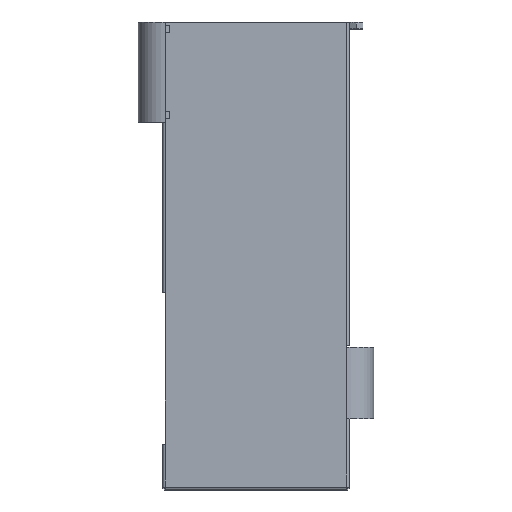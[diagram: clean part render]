
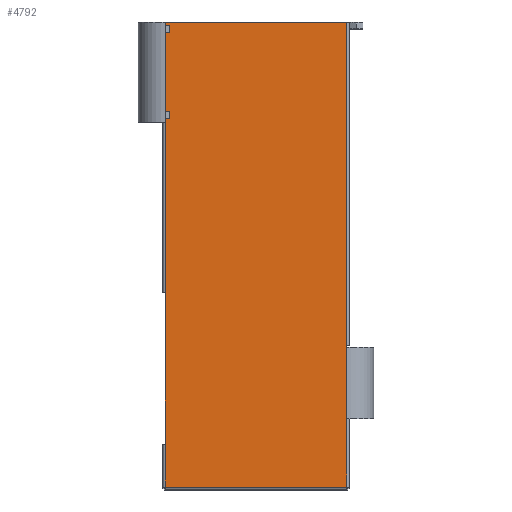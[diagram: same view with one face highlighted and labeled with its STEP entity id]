
A CAD part, left-side view. The second image highlights one B-rep face of the part: STEP entity #4792.
In plain terms, the highlighted planar face has unit normal (-1, 0, 0).
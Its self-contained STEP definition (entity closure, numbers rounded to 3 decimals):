
#450=FACE_OUTER_BOUND($,#733,.T.);
#733=EDGE_LOOP($,(#3630,#3631,#3632,#3633,#3634,#3635,#3636,#3637,#3638));
#1168=LINE($,#6809,#1656);
#1178=LINE($,#6833,#1666);
#1179=LINE($,#6835,#1667);
#1185=LINE($,#6853,#1673);
#1188=LINE($,#6860,#1676);
#1199=LINE($,#6886,#1687);
#1202=LINE($,#6894,#1690);
#1207=LINE($,#6905,#1695);
#1213=LINE($,#6923,#1701);
#1656=VECTOR($,#5708,100.);
#1666=VECTOR($,#5734,452.5);
#1667=VECTOR($,#5737,97.5);
#1673=VECTOR($,#5751,140.);
#1676=VECTOR($,#5758,238.);
#1687=VECTOR($,#5783,212.);
#1690=VECTOR($,#5794,60.);
#1695=VECTOR($,#5811,253.);
#1701=VECTOR($,#5841,253.);
#2058=VERTEX_POINT($,#6692);
#2092=VERTEX_POINT($,#6791);
#2098=VERTEX_POINT($,#6804);
#2104=VERTEX_POINT($,#6831);
#2105=VERTEX_POINT($,#6837);
#2112=VERTEX_POINT($,#6852);
#2114=VERTEX_POINT($,#6858);
#2118=VERTEX_POINT($,#6874);
#2123=VERTEX_POINT($,#6892);
#2621=EDGE_CURVE($,#2098,#2092,#1168,.T.);
#2633=EDGE_CURVE($,#2104,#2098,#1178,.T.);
#2634=EDGE_CURVE($,#2092,#2058,#1179,.T.);
#2642=EDGE_CURVE($,#2112,#2105,#1185,.T.);
#2646=EDGE_CURVE($,#2105,#2114,#1188,.T.);
#2659=EDGE_CURVE($,#2114,#2118,#1199,.T.);
#2664=EDGE_CURVE($,#2118,#2123,#1202,.T.);
#2671=EDGE_CURVE($,#2123,#2058,#1207,.T.);
#2679=EDGE_CURVE($,#2112,#2104,#1213,.T.);
#3630=ORIENTED_EDGE($,*,*,#2671,.T.);
#3631=ORIENTED_EDGE($,*,*,#2634,.F.);
#3632=ORIENTED_EDGE($,*,*,#2621,.F.);
#3633=ORIENTED_EDGE($,*,*,#2633,.F.);
#3634=ORIENTED_EDGE($,*,*,#2679,.F.);
#3635=ORIENTED_EDGE($,*,*,#2642,.T.);
#3636=ORIENTED_EDGE($,*,*,#2646,.T.);
#3637=ORIENTED_EDGE($,*,*,#2659,.T.);
#3638=ORIENTED_EDGE($,*,*,#2664,.T.);
#4584=PLANE($,#5145);
#4792=ADVANCED_FACE($,(#450),#4584,.T.);
#5145=AXIS2_PLACEMENT_3D($,#6924,#5842,#5843);
#5708=DIRECTION($,(0.,0.,-1.));
#5734=DIRECTION($,(0.,0.,-1.));
#5737=DIRECTION($,(0.,0.,-1.));
#5751=DIRECTION($,(0.,0.,-1.));
#5758=DIRECTION($,(0.,0.,-1.));
#5783=DIRECTION($,(0.,0.,-1.));
#5794=DIRECTION($,(0.,0.,-1.));
#5811=DIRECTION($,(0.,-1.,0.));
#5841=DIRECTION($,(0.,-1.,0.));
#5842=DIRECTION('center_axis',(-1.,0.,0.));
#5843=DIRECTION('ref_axis',(0.,0.,1.));
#6692=CARTESIAN_POINT('',(-53.32,-34.64,4.));
#6791=CARTESIAN_POINT('',(-53.32,-34.64,101.5));
#6804=CARTESIAN_POINT('',(-53.32,-34.64,201.5));
#6809=CARTESIAN_POINT($,(-53.32,-34.64,327.));
#6831=CARTESIAN_POINT('',(-53.32,-34.64,654.));
#6833=CARTESIAN_POINT($,(-53.32,-34.64,327.));
#6835=CARTESIAN_POINT($,(-53.32,-34.64,327.));
#6837=CARTESIAN_POINT('',(-53.32,218.36,514.));
#6852=CARTESIAN_POINT('',(-53.32,218.36,654.));
#6853=CARTESIAN_POINT($,(-53.32,218.36,327.));
#6858=CARTESIAN_POINT('',(-53.32,218.36,276.));
#6860=CARTESIAN_POINT($,(-53.32,218.36,327.));
#6874=CARTESIAN_POINT('',(-53.32,218.36,64.));
#6886=CARTESIAN_POINT($,(-53.32,218.36,327.));
#6892=CARTESIAN_POINT('',(-53.32,218.36,4.));
#6894=CARTESIAN_POINT($,(-53.32,218.36,327.));
#6905=CARTESIAN_POINT($,(-53.32,155.11,4.));
#6923=CARTESIAN_POINT($,(-53.32,255.884,654.));
#6924=CARTESIAN_POINT('Origin',(-53.32,91.86,327.));
